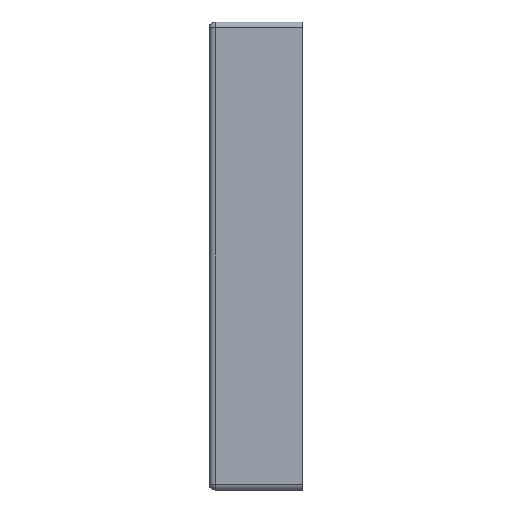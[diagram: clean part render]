
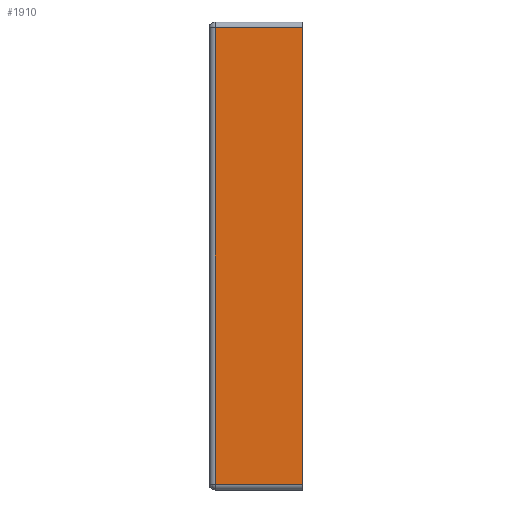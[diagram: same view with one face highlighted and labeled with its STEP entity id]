
A CAD part, left-side view. The second image highlights one B-rep face of the part: STEP entity #1910.
In plain terms, the highlighted planar face has unit normal (-1, 0, 0).
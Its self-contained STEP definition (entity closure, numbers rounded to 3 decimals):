
#213 = EDGE_LOOP ( 'NONE', ( #3739, #756, #1033, #2610 ) ) ;
#236 = LINE ( 'NONE', #1433, #3939 ) ;
#295 = DIRECTION ( 'NONE',  ( 1., 0., 0. ) ) ;
#543 = DIRECTION ( 'NONE',  ( 0., 1., 0. ) ) ;
#756 = ORIENTED_EDGE ( 'NONE', *, *, #3296, .T. ) ;
#1033 = ORIENTED_EDGE ( 'NONE', *, *, #4356, .T. ) ;
#1051 = EDGE_CURVE ( 'NONE', #1632, #3750, #236, .T. ) ;
#1220 = EDGE_CURVE ( 'NONE', #3494, #1632, #2419, .T. ) ;
#1384 = CARTESIAN_POINT ( 'NONE',  ( -40., 15., -39. ) ) ;
#1433 = CARTESIAN_POINT ( 'NONE',  ( -40., 0., -40. ) ) ;
#1632 = VERTEX_POINT ( 'NONE', #4166 ) ;
#1910 = ADVANCED_FACE ( 'NONE', ( #4319 ), #3260, .F. ) ;
#1942 = LINE ( 'NONE', #2445, #3786 ) ;
#2245 = LINE ( 'NONE', #2379, #3120 ) ;
#2362 = CARTESIAN_POINT ( 'NONE',  ( -40., 15., 39. ) ) ;
#2379 = CARTESIAN_POINT ( 'NONE',  ( -40., 16., 39. ) ) ;
#2419 = LINE ( 'NONE', #2980, #2791 ) ;
#2445 = CARTESIAN_POINT ( 'NONE',  ( -40., 15., -40. ) ) ;
#2536 = DIRECTION ( 'NONE',  ( 0., 0., 1. ) ) ;
#2610 = ORIENTED_EDGE ( 'NONE', *, *, #1220, .T. ) ;
#2681 = CARTESIAN_POINT ( 'NONE',  ( -40., 0., 39. ) ) ;
#2791 = VECTOR ( 'NONE', #3090, 1000. ) ;
#2813 = DIRECTION ( 'NONE',  ( 0., 0., -1. ) ) ;
#2903 = DIRECTION ( 'NONE',  ( 0., 0., -1. ) ) ;
#2980 = CARTESIAN_POINT ( 'NONE',  ( -40., 16., -39. ) ) ;
#3090 = DIRECTION ( 'NONE',  ( 0., -1., 0. ) ) ;
#3120 = VECTOR ( 'NONE', #543, 1000. ) ;
#3135 = AXIS2_PLACEMENT_3D ( 'NONE', #3988, #295, #2903 ) ;
#3260 = PLANE ( 'NONE',  #3135 ) ;
#3296 = EDGE_CURVE ( 'NONE', #3750, #3861, #2245, .T. ) ;
#3494 = VERTEX_POINT ( 'NONE', #1384 ) ;
#3739 = ORIENTED_EDGE ( 'NONE', *, *, #1051, .T. ) ;
#3750 = VERTEX_POINT ( 'NONE', #2681 ) ;
#3786 = VECTOR ( 'NONE', #2813, 1000. ) ;
#3861 = VERTEX_POINT ( 'NONE', #2362 ) ;
#3939 = VECTOR ( 'NONE', #2536, 1000. ) ;
#3988 = CARTESIAN_POINT ( 'NONE',  ( -40., 16., -40. ) ) ;
#4166 = CARTESIAN_POINT ( 'NONE',  ( -40., 0., -39. ) ) ;
#4319 = FACE_OUTER_BOUND ( 'NONE', #213, .T. ) ;
#4356 = EDGE_CURVE ( 'NONE', #3861, #3494, #1942, .T. ) ;
